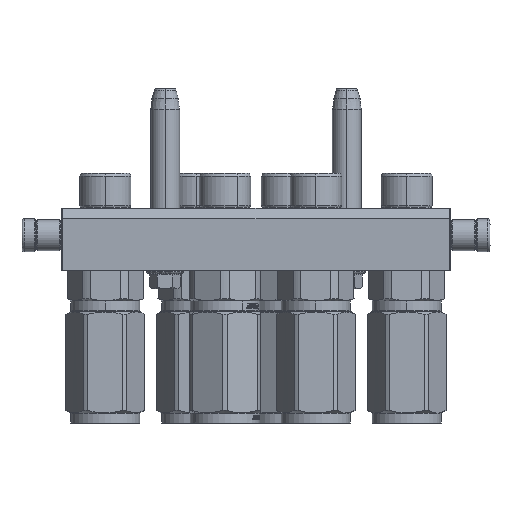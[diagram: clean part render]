
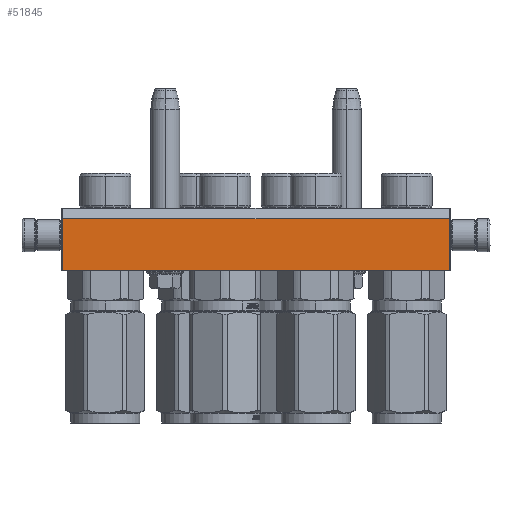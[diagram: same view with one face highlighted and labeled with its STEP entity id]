
A CAD part, left-side view. The second image highlights one B-rep face of the part: STEP entity #51845.
In plain terms, the highlighted face is planar.
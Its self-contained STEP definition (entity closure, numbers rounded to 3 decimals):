
#3689 = CARTESIAN_POINT ( 'NONE',  ( 93.5, 15., -45. ) ) ;
#3843 = VERTEX_POINT ( 'NONE', #42320 ) ;
#3857 = ORIENTED_EDGE ( 'NONE', *, *, #56907, .F. ) ;
#4076 = EDGE_CURVE ( 'NONE', #36693, #44725, #29887, .T. ) ;
#5837 = CARTESIAN_POINT ( 'NONE',  ( -93.5, 15., -45. ) ) ;
#7133 = CARTESIAN_POINT ( 'NONE',  ( -93.5, -10., -45. ) ) ;
#8724 = DIRECTION ( 'NONE',  ( 0., 1., 0. ) ) ;
#9291 = CARTESIAN_POINT ( 'NONE',  ( 93.5, -10., -45. ) ) ;
#9662 = CARTESIAN_POINT ( 'NONE',  ( 94., -15., -45. ) ) ;
#12738 = DIRECTION ( 'NONE',  ( -1., 0., 0. ) ) ;
#12845 = EDGE_LOOP ( 'NONE', ( #54012, #53540, #3857, #46360 ) ) ;
#14791 = LINE ( 'NONE', #7133, #37897 ) ;
#15591 = DIRECTION ( 'NONE',  ( 0., 1., 0. ) ) ;
#16127 = LINE ( 'NONE', #47541, #41328 ) ;
#16572 = VECTOR ( 'NONE', #12738, 1000. ) ;
#18660 = DIRECTION ( 'NONE',  ( -1., 0., 0. ) ) ;
#19416 = PLANE ( 'NONE',  #46001 ) ;
#21718 = CARTESIAN_POINT ( 'NONE',  ( 93.5, 15., -45. ) ) ;
#25093 = DIRECTION ( 'NONE',  ( 1., 0., 0. ) ) ;
#27568 = VERTEX_POINT ( 'NONE', #57095 ) ;
#29844 = LINE ( 'NONE', #9291, #41805 ) ;
#29887 = LINE ( 'NONE', #3689, #16572 ) ;
#30607 = EDGE_CURVE ( 'NONE', #3843, #44725, #14791, .T. ) ;
#33666 = FACE_OUTER_BOUND ( 'NONE', #12845, .T. ) ;
#36693 = VERTEX_POINT ( 'NONE', #21718 ) ;
#37897 = VECTOR ( 'NONE', #15591, 1000. ) ;
#38421 = EDGE_CURVE ( 'NONE', #27568, #36693, #29844, .T. ) ;
#41328 = VECTOR ( 'NONE', #25093, 1000. ) ;
#41805 = VECTOR ( 'NONE', #8724, 1000. ) ;
#42320 = CARTESIAN_POINT ( 'NONE',  ( -93.5, -10., -45. ) ) ;
#44725 = VERTEX_POINT ( 'NONE', #5837 ) ;
#46001 = AXIS2_PLACEMENT_3D ( 'NONE', #9662, #54891, #18660 ) ;
#46360 = ORIENTED_EDGE ( 'NONE', *, *, #30607, .T. ) ;
#47541 = CARTESIAN_POINT ( 'NONE',  ( -93.5, -10., -45. ) ) ;
#51845 = ADVANCED_FACE ( 'NONE', ( #33666 ), #19416, .T. ) ;
#53540 = ORIENTED_EDGE ( 'NONE', *, *, #38421, .F. ) ;
#54012 = ORIENTED_EDGE ( 'NONE', *, *, #4076, .F. ) ;
#54891 = DIRECTION ( 'NONE',  ( 0., 0., -1. ) ) ;
#56907 = EDGE_CURVE ( 'NONE', #3843, #27568, #16127, .T. ) ;
#57095 = CARTESIAN_POINT ( 'NONE',  ( 93.5, -10., -45. ) ) ;
